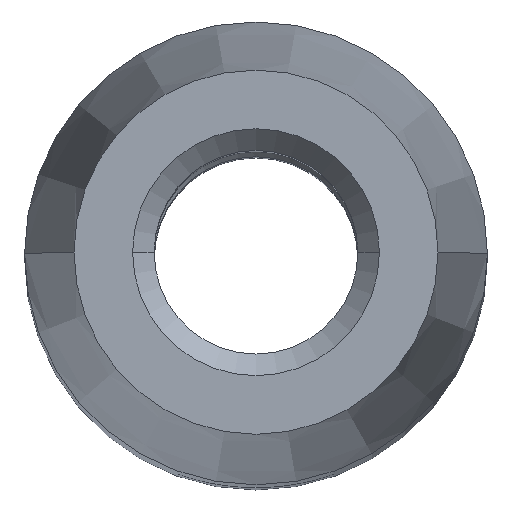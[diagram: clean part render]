
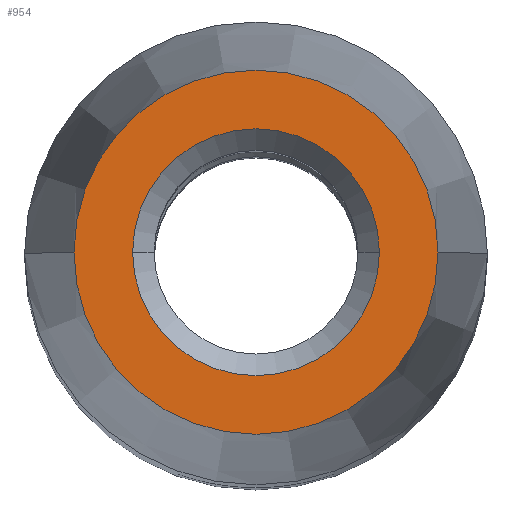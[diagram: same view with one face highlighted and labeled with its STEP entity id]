
A CAD part, top view. The second image highlights one B-rep face of the part: STEP entity #954.
In plain terms, the highlighted planar face has unit normal (0, 0, 1).
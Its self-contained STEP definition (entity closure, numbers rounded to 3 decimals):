
#75 = FACE_OUTER_BOUND ( 'NONE', #3038, .T. ) ;
#224 = ORIENTED_EDGE ( 'NONE', *, *, #3257, .T. ) ;
#795 = CIRCLE ( 'NONE', #5635, 2.95 ) ;
#954 = ADVANCED_FACE ( 'NONE', ( #5803, #75 ), #2905, .F. ) ;
#1050 = CARTESIAN_POINT ( 'NONE',  ( 0., 2.95, 35. ) ) ;
#1218 = AXIS2_PLACEMENT_3D ( 'NONE', #6087, #1403, #3144 ) ;
#1403 = DIRECTION ( 'NONE',  ( 0., 0., -1. ) ) ;
#1513 = VERTEX_POINT ( 'NONE', #11806 ) ;
#2027 = DIRECTION ( 'NONE',  ( 0., 0., 1. ) ) ;
#2346 = CARTESIAN_POINT ( 'NONE',  ( 0., 0., 35. ) ) ;
#2751 = VERTEX_POINT ( 'NONE', #6532 ) ;
#2872 = CIRCLE ( 'NONE', #1218, 2. ) ;
#2905 = PLANE ( 'NONE',  #3016 ) ;
#3016 = AXIS2_PLACEMENT_3D ( 'NONE', #1050, #5165, #7933 ) ;
#3038 = EDGE_LOOP ( 'NONE', ( #11084, #7993 ) ) ;
#3144 = DIRECTION ( 'NONE',  ( -1., 0., 0. ) ) ;
#3257 = EDGE_CURVE ( 'NONE', #2751, #9329, #6002, .T. ) ;
#3930 = AXIS2_PLACEMENT_3D ( 'NONE', #9488, #2027, #5023 ) ;
#4147 = DIRECTION ( 'NONE',  ( -1., 0., 0. ) ) ;
#5023 = DIRECTION ( 'NONE',  ( 1., 0., 0. ) ) ;
#5165 = DIRECTION ( 'NONE',  ( 0., 0., -1. ) ) ;
#5302 = DIRECTION ( 'NONE',  ( 0., 0., 1. ) ) ;
#5418 = DIRECTION ( 'NONE',  ( 1., 0., 0. ) ) ;
#5635 = AXIS2_PLACEMENT_3D ( 'NONE', #6345, #5302, #5418 ) ;
#5803 = FACE_BOUND ( 'NONE', #6063, .T. ) ;
#6002 = CIRCLE ( 'NONE', #11371, 2. ) ;
#6063 = EDGE_LOOP ( 'NONE', ( #224, #12020 ) ) ;
#6087 = CARTESIAN_POINT ( 'NONE',  ( 0., 0., 35. ) ) ;
#6345 = CARTESIAN_POINT ( 'NONE',  ( 0., 0., 35. ) ) ;
#6437 = CIRCLE ( 'NONE', #3930, 2.95 ) ;
#6532 = CARTESIAN_POINT ( 'NONE',  ( 2., 0., 35. ) ) ;
#6821 = EDGE_CURVE ( 'NONE', #9329, #2751, #2872, .T. ) ;
#7037 = DIRECTION ( 'NONE',  ( 0., 0., -1. ) ) ;
#7580 = EDGE_CURVE ( 'NONE', #1513, #7632, #795, .T. ) ;
#7632 = VERTEX_POINT ( 'NONE', #11818 ) ;
#7933 = DIRECTION ( 'NONE',  ( -1., 0., 0. ) ) ;
#7993 = ORIENTED_EDGE ( 'NONE', *, *, #11009, .T. ) ;
#9329 = VERTEX_POINT ( 'NONE', #9689 ) ;
#9488 = CARTESIAN_POINT ( 'NONE',  ( 0., 0., 35. ) ) ;
#9689 = CARTESIAN_POINT ( 'NONE',  ( -2., 0., 35. ) ) ;
#11009 = EDGE_CURVE ( 'NONE', #7632, #1513, #6437, .T. ) ;
#11084 = ORIENTED_EDGE ( 'NONE', *, *, #7580, .T. ) ;
#11371 = AXIS2_PLACEMENT_3D ( 'NONE', #2346, #7037, #4147 ) ;
#11806 = CARTESIAN_POINT ( 'NONE',  ( -2.95, 0., 35. ) ) ;
#11818 = CARTESIAN_POINT ( 'NONE',  ( 2.95, 0., 35. ) ) ;
#12020 = ORIENTED_EDGE ( 'NONE', *, *, #6821, .T. ) ;
